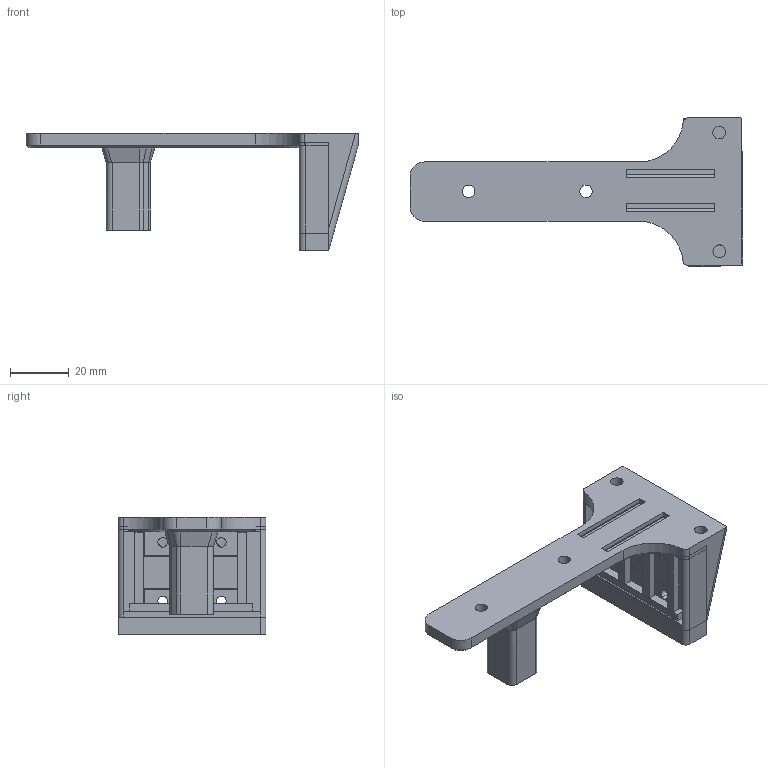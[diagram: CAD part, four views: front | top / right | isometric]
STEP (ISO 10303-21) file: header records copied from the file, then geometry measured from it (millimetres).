
FILE_DESCRIPTION(/* description */ (''),/* implementation_level */ '2;1');
FILE_NAME(/* name */ 'Tensioner Side X Rail Mount.step',/* time_stamp */ '2025-05-15T21:39:39-04:00',/* author */ (''),/* organization */ (''),/* preprocessor_version */ 'ST-DEVELOPER v20.1',/* originating_system */ 'Autodesk Translation Framework v14.4.0.0',/* authorisation */ '');
FILE_SCHEMA (('AUTOMOTIVE_DESIGN { 1 0 10303 214 3 1 1 }'));
Length unit declared in the file: millimetre
Products named in the file (2): Tensioner Side Mount; Usable Carraige Cover(Mirror)
Assembly tree (1 placements, depth 2):
  Tensioner Side Mount
    Usable Carraige Cover(Mirror)
Bounding box: 113.12 x 50.42 x 40 mm (x, y, z)
Volume: 36700.6 mm3; surface area: 20484.1 mm2
Topology: 7 solids, 7 shells, 214 faces, 559 edges, 360 vertices
Faces by surface type: plane 156, cylinder 41, cone 13, bspline 4
Full cylindrical faces by diameter (mm): 4.25 x2, 4.3 x5
Entity records: 6824 total; most frequent: CARTESIAN_POINT 1411, ORIENTED_EDGE 1116, DIRECTION 1086, EDGE_CURVE 558, LINE 420, VECTOR 420, VERTEX_POINT 360, AXIS2_PLACEMENT_3D 333
